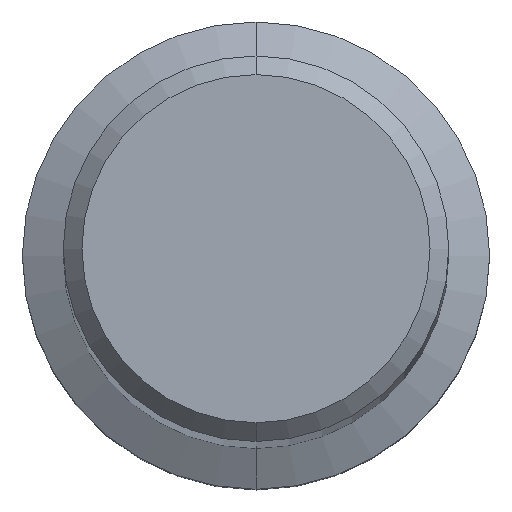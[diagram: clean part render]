
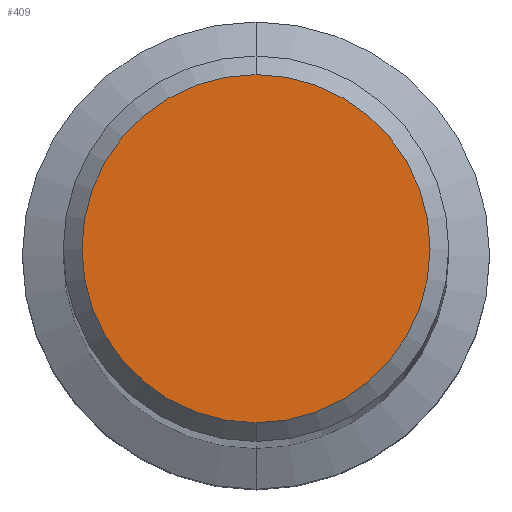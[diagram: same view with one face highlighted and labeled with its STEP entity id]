
A CAD part, top view. The second image highlights one B-rep face of the part: STEP entity #409.
In plain terms, the highlighted planar face has unit normal (0, 0, 1).
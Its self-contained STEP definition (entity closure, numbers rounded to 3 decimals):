
#301=VERTEX_POINT('',#668);
#403=VERTEX_POINT('',#787);
#409=ADVANCED_FACE('',(#793),#794,.T.);
#443=EDGE_CURVE('',#403,#301,#830,.T.);
#469=EDGE_CURVE('',#301,#403,#857,.T.);
#668=CARTESIAN_POINT('',(0.0,7.45,0.0));
#787=CARTESIAN_POINT('',(0.,-7.45,0.0));
#793=FACE_OUTER_BOUND('',#1394,.T.);
#794=PLANE('',#1395);
#830=CIRCLE('',#1495,7.45);
#857=CIRCLE('',#1571,7.45);
#1394=EDGE_LOOP('',(#2003,#2004));
#1395=AXIS2_PLACEMENT_3D('',#2005,#2006,#2007);
#1495=AXIS2_PLACEMENT_3D('',#2036,#2037,#2038);
#1571=AXIS2_PLACEMENT_3D('',#2062,#2063,#2064);
#2003=ORIENTED_EDGE('',*,*,#469,.F.);
#2004=ORIENTED_EDGE('',*,*,#443,.F.);
#2005=CARTESIAN_POINT('',(0.0,3.725,0.0));
#2006=DIRECTION('',(-0.0,0.0,1.0));
#2007=DIRECTION('',(0.0,-1.0,0.0));
#2036=CARTESIAN_POINT('',(0.0,0.0,0.0));
#2037=DIRECTION('',(0.0,0.0,-1.0));
#2038=DIRECTION('',(0.0,1.0,0.0));
#2062=CARTESIAN_POINT('',(0.0,0.0,0.0));
#2063=DIRECTION('',(0.0,0.0,-1.0));
#2064=DIRECTION('',(0.0,1.0,0.0));
